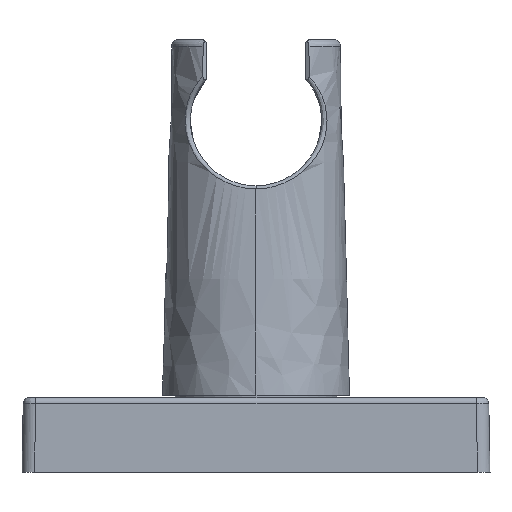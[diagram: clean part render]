
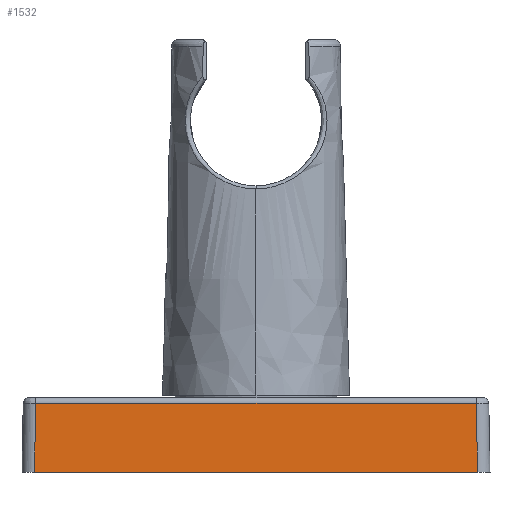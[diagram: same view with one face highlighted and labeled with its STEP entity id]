
A CAD part, front view. The second image highlights one B-rep face of the part: STEP entity #1532.
In plain terms, the highlighted planar face has unit normal (0, -1, 0.018).
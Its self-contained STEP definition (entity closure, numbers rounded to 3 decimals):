
#95 = VERTEX_POINT ( 'NONE', #2477 ) ;
#150 = ORIENTED_EDGE ( 'NONE', *, *, #1156, .F. ) ;
#162 = VECTOR ( 'NONE', #689, 1000. ) ;
#338 = CARTESIAN_POINT ( 'NONE',  ( 35.308, -37.308, 10.617 ) ) ;
#357 = ORIENTED_EDGE ( 'NONE', *, *, #2619, .F. ) ;
#571 = VERTEX_POINT ( 'NONE', #338 ) ;
#689 = DIRECTION ( 'NONE',  ( 0.017, 0.017, 1. ) ) ;
#773 = DIRECTION ( 'NONE',  ( 0., -0.017, -1. ) ) ;
#778 = CARTESIAN_POINT ( 'NONE',  ( 35.5, -37.5, -0.4 ) ) ;
#792 = CARTESIAN_POINT ( 'NONE',  ( 35.308, -37.308, 10.617 ) ) ;
#899 = EDGE_CURVE ( 'NONE', #2763, #571, #1813, .T. ) ;
#903 = PLANE ( 'NONE',  #1689 ) ;
#1045 = DIRECTION ( 'NONE',  ( 0., 1., -0.017 ) ) ;
#1069 = CARTESIAN_POINT ( 'NONE',  ( 0., -37.5, -0.4 ) ) ;
#1143 = DIRECTION ( 'NONE',  ( 0.017, -0.017, -1. ) ) ;
#1156 = EDGE_CURVE ( 'NONE', #571, #1310, #2794, .T. ) ;
#1178 = CARTESIAN_POINT ( 'NONE',  ( 0., -37.5, -0.4 ) ) ;
#1310 = VERTEX_POINT ( 'NONE', #778 ) ;
#1316 = EDGE_CURVE ( 'NONE', #1310, #95, #2641, .T. ) ;
#1532 = ADVANCED_FACE ( 'NONE', ( #2567 ), #903, .F. ) ;
#1655 = DIRECTION ( 'NONE',  ( -1., 0., 0. ) ) ;
#1689 = AXIS2_PLACEMENT_3D ( 'NONE', #1069, #1045, #773 ) ;
#1694 = ORIENTED_EDGE ( 'NONE', *, *, #1316, .F. ) ;
#1807 = EDGE_LOOP ( 'NONE', ( #2811, #357, #1694, #150 ) ) ;
#1813 = LINE ( 'NONE', #2615, #1979 ) ;
#1969 = CARTESIAN_POINT ( 'NONE',  ( -35.308, -37.308, 10.617 ) ) ;
#1979 = VECTOR ( 'NONE', #2620, 1000. ) ;
#2042 = VECTOR ( 'NONE', #1143, 1000. ) ;
#2154 = LINE ( 'NONE', #2411, #162 ) ;
#2345 = VECTOR ( 'NONE', #1655, 1000. ) ;
#2411 = CARTESIAN_POINT ( 'NONE',  ( -35.5, -37.5, -0.4 ) ) ;
#2477 = CARTESIAN_POINT ( 'NONE',  ( -35.5, -37.5, -0.4 ) ) ;
#2567 = FACE_OUTER_BOUND ( 'NONE', #1807, .T. ) ;
#2615 = CARTESIAN_POINT ( 'NONE',  ( 0., -37.308, 10.617 ) ) ;
#2619 = EDGE_CURVE ( 'NONE', #95, #2763, #2154, .T. ) ;
#2620 = DIRECTION ( 'NONE',  ( 1., 0., 0. ) ) ;
#2641 = LINE ( 'NONE', #1178, #2345 ) ;
#2763 = VERTEX_POINT ( 'NONE', #1969 ) ;
#2794 = LINE ( 'NONE', #792, #2042 ) ;
#2811 = ORIENTED_EDGE ( 'NONE', *, *, #899, .F. ) ;
